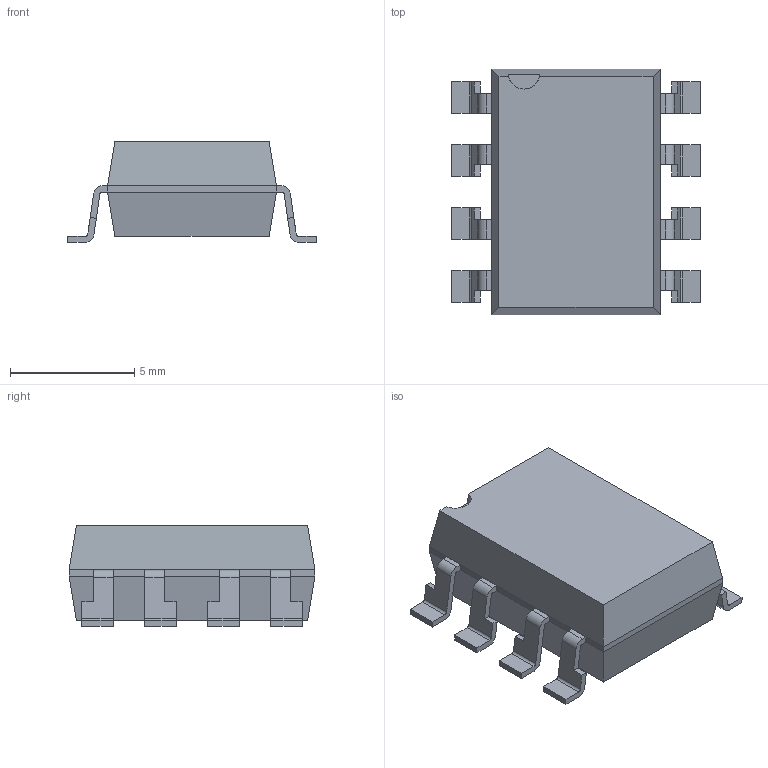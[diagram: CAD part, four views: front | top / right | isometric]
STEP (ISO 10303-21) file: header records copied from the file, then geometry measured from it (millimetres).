
FILE_DESCRIPTION((''),'2;1');
FILE_NAME('VISHAY_SMD-8 OPTION 9.stp','2011-11-22T14:27:51',(''),(''),'Mechanical Desktop 2011','Mechanical Desktop 2011',', , ');
FILE_SCHEMA(('AUTOMOTIVE_DESIGN { 1 2 10303 214 1 1 1 1 }'));
Length unit declared in the file: millimetre
Products named in the file (1): Product
Bounding box: 10.03 x 9.91 x 4.06 mm (x, y, z)
Volume: 246.2 mm3; surface area: 312.7 mm2
Topology: 9 solids, 9 shells, 144 faces, 370 edges, 244 vertices
Faces by surface type: bspline 64, plane 63, cylinder 17
Entity records: 4590 total; most frequent: CARTESIAN_POINT 1175, ORIENTED_EDGE 740, DIRECTION 600, EDGE_CURVE 370, VECTOR 302, LINE 302, VERTEX_POINT 244, AXIS2_PLACEMENT_3D 149
